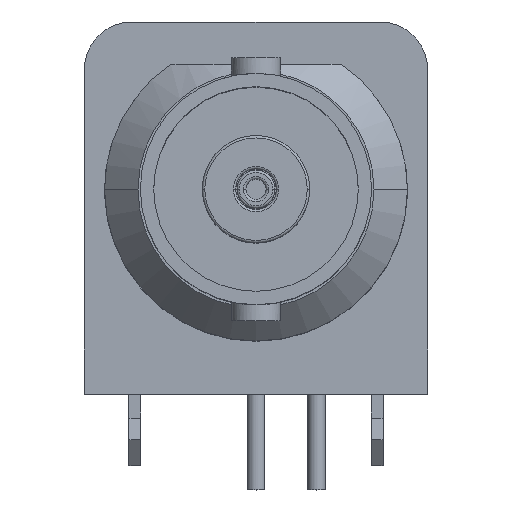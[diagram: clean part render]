
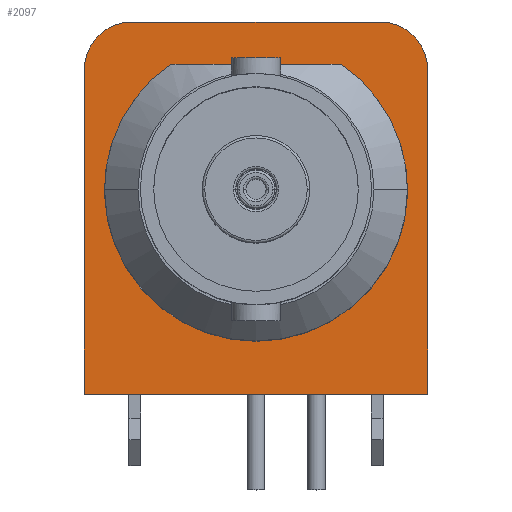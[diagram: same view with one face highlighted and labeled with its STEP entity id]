
A CAD part, top view. The second image highlights one B-rep face of the part: STEP entity #2097.
In plain terms, the highlighted planar face has unit normal (0, 0, 1).
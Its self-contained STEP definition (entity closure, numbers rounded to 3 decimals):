
#16 = DIRECTION ( 'NONE',  ( 1., 0., 0. ) ) ;
#29 = CARTESIAN_POINT ( 'NONE',  ( 0., 0.76, 14.1 ) ) ;
#35 = PLANE ( 'NONE',  #1220 ) ;
#101 = ORIENTED_EDGE ( 'NONE', *, *, #3113, .T. ) ;
#145 = LINE ( 'NONE', #3458, #3916 ) ;
#147 = VECTOR ( 'NONE', #731, 1000. ) ;
#159 = DIRECTION ( 'NONE',  ( -1., 0., 0. ) ) ;
#168 = VERTEX_POINT ( 'NONE', #3875 ) ;
#190 = VERTEX_POINT ( 'NONE', #346 ) ;
#294 = CARTESIAN_POINT ( 'NONE',  ( 5.2, 5.8, 14.1 ) ) ;
#338 = EDGE_CURVE ( 'NONE', #3024, #4168, #1174, .T. ) ;
#340 = DIRECTION ( 'NONE',  ( 0., 0., -1. ) ) ;
#345 = CARTESIAN_POINT ( 'NONE',  ( 0., 0., 14.1 ) ) ;
#346 = CARTESIAN_POINT ( 'NONE',  ( 3.572, 6.01, 14.1 ) ) ;
#387 = DIRECTION ( 'NONE',  ( 1., 0., 0. ) ) ;
#457 = VERTEX_POINT ( 'NONE', #2080 ) ;
#460 = CIRCLE ( 'NONE', #2105, 2. ) ;
#593 = CARTESIAN_POINT ( 'NONE',  ( -5.2, 5.8, 14.1 ) ) ;
#717 = DIRECTION ( 'NONE',  ( 1., 0., 0. ) ) ;
#731 = DIRECTION ( 'NONE',  ( 1., 0., 0. ) ) ;
#760 = LINE ( 'NONE', #2017, #4128 ) ;
#826 = CIRCLE ( 'NONE', #1507, 2. ) ;
#843 = DIRECTION ( 'NONE',  ( -1., 0., 0. ) ) ;
#938 = AXIS2_PLACEMENT_3D ( 'NONE', #29, #340, #1655 ) ;
#1012 = DIRECTION ( 'NONE',  ( 0., 0., 1. ) ) ;
#1036 = ORIENTED_EDGE ( 'NONE', *, *, #3867, .T. ) ;
#1050 = CARTESIAN_POINT ( 'NONE',  ( 4.57, 6.01, 14.1 ) ) ;
#1174 = LINE ( 'NONE', #2784, #4183 ) ;
#1220 = AXIS2_PLACEMENT_3D ( 'NONE', #345, #3231, #717 ) ;
#1236 = ORIENTED_EDGE ( 'NONE', *, *, #2310, .T. ) ;
#1385 = EDGE_LOOP ( 'NONE', ( #1036, #2392, #3007, #3784, #1857, #2193 ) ) ;
#1457 = VERTEX_POINT ( 'NONE', #2816 ) ;
#1507 = AXIS2_PLACEMENT_3D ( 'NONE', #593, #3824, #2512 ) ;
#1564 = AXIS2_PLACEMENT_3D ( 'NONE', #2015, #3303, #387 ) ;
#1655 = DIRECTION ( 'NONE',  ( 1., 0., 0. ) ) ;
#1785 = EDGE_CURVE ( 'NONE', #2810, #2067, #760, .T. ) ;
#1857 = ORIENTED_EDGE ( 'NONE', *, *, #2261, .T. ) ;
#2015 = CARTESIAN_POINT ( 'NONE',  ( 0., 0.76, 14.1 ) ) ;
#2017 = CARTESIAN_POINT ( 'NONE',  ( 7.2, -7.8, 14.1 ) ) ;
#2067 = VERTEX_POINT ( 'NONE', #2598 ) ;
#2080 = CARTESIAN_POINT ( 'NONE',  ( 5.2, 7.8, 14.1 ) ) ;
#2097 = ADVANCED_FACE ( 'NONE', ( #3537, #3598 ), #35, .T. ) ;
#2098 = CARTESIAN_POINT ( 'NONE',  ( -7.2, -7.8, 14.1 ) ) ;
#2105 = AXIS2_PLACEMENT_3D ( 'NONE', #294, #1012, #16 ) ;
#2193 = ORIENTED_EDGE ( 'NONE', *, *, #2208, .T. ) ;
#2208 = EDGE_CURVE ( 'NONE', #457, #168, #145, .T. ) ;
#2261 = EDGE_CURVE ( 'NONE', #2067, #457, #460, .T. ) ;
#2310 = EDGE_CURVE ( 'NONE', #1457, #3785, #3986, .T. ) ;
#2365 = CARTESIAN_POINT ( 'NONE',  ( -3.572, 6.01, 14.1 ) ) ;
#2377 = EDGE_LOOP ( 'NONE', ( #101, #1236, #2735 ) ) ;
#2392 = ORIENTED_EDGE ( 'NONE', *, *, #338, .T. ) ;
#2404 = EDGE_CURVE ( 'NONE', #190, #3785, #3674, .T. ) ;
#2501 = CARTESIAN_POINT ( 'NONE',  ( -7.2, -7.8, 14.1 ) ) ;
#2512 = DIRECTION ( 'NONE',  ( 0., 1., 0. ) ) ;
#2598 = CARTESIAN_POINT ( 'NONE',  ( 7.2, 5.8, 14.1 ) ) ;
#2735 = ORIENTED_EDGE ( 'NONE', *, *, #2404, .F. ) ;
#2784 = CARTESIAN_POINT ( 'NONE',  ( -7.2, 5.8, 14.1 ) ) ;
#2810 = VERTEX_POINT ( 'NONE', #2831 ) ;
#2816 = CARTESIAN_POINT ( 'NONE',  ( 0., -5.59, 14.1 ) ) ;
#2831 = CARTESIAN_POINT ( 'NONE',  ( 7.2, -7.8, 14.1 ) ) ;
#2947 = DIRECTION ( 'NONE',  ( 0., 1., 0. ) ) ;
#3007 = ORIENTED_EDGE ( 'NONE', *, *, #3950, .T. ) ;
#3024 = VERTEX_POINT ( 'NONE', #3753 ) ;
#3113 = EDGE_CURVE ( 'NONE', #190, #1457, #3396, .T. ) ;
#3231 = DIRECTION ( 'NONE',  ( 0., 0., 1. ) ) ;
#3303 = DIRECTION ( 'NONE',  ( 0., 0., -1. ) ) ;
#3396 = CIRCLE ( 'NONE', #1564, 6.35 ) ;
#3456 = VECTOR ( 'NONE', #159, 1000. ) ;
#3458 = CARTESIAN_POINT ( 'NONE',  ( 5.2, 7.8, 14.1 ) ) ;
#3537 = FACE_OUTER_BOUND ( 'NONE', #1385, .T. ) ;
#3598 = FACE_BOUND ( 'NONE', #2377, .T. ) ;
#3674 = LINE ( 'NONE', #1050, #3456 ) ;
#3753 = CARTESIAN_POINT ( 'NONE',  ( -7.2, 5.8, 14.1 ) ) ;
#3784 = ORIENTED_EDGE ( 'NONE', *, *, #1785, .T. ) ;
#3785 = VERTEX_POINT ( 'NONE', #2365 ) ;
#3802 = DIRECTION ( 'NONE',  ( 0., -1., 0. ) ) ;
#3824 = DIRECTION ( 'NONE',  ( 0., 0., 1. ) ) ;
#3867 = EDGE_CURVE ( 'NONE', #168, #3024, #826, .T. ) ;
#3875 = CARTESIAN_POINT ( 'NONE',  ( -5.2, 7.8, 14.1 ) ) ;
#3916 = VECTOR ( 'NONE', #843, 1000. ) ;
#3950 = EDGE_CURVE ( 'NONE', #4168, #2810, #4018, .T. ) ;
#3986 = CIRCLE ( 'NONE', #938, 6.35 ) ;
#4018 = LINE ( 'NONE', #2098, #147 ) ;
#4128 = VECTOR ( 'NONE', #2947, 1000. ) ;
#4168 = VERTEX_POINT ( 'NONE', #2501 ) ;
#4183 = VECTOR ( 'NONE', #3802, 1000. ) ;
